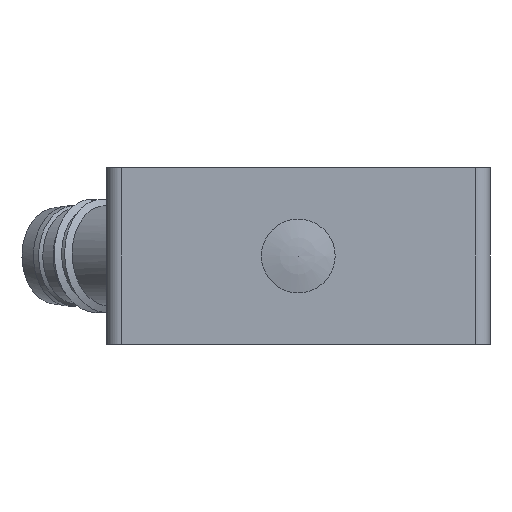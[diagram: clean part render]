
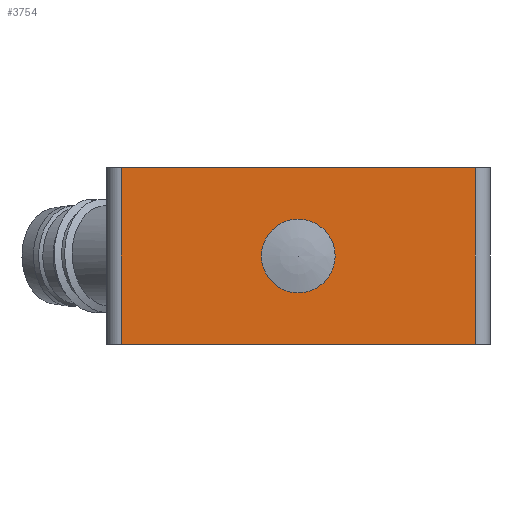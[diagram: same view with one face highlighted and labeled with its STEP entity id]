
A CAD part, front view. The second image highlights one B-rep face of the part: STEP entity #3754.
In plain terms, the highlighted free-form (B-spline) face has degree [1, 1] with [2, 2] control points.
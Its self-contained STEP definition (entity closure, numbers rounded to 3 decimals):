
#205=CARTESIAN_POINT('',(12.,0.,-6.));
#206=VERTEX_POINT('',#205);
#214=CARTESIAN_POINT('',(12.,0.,6.));
#215=VERTEX_POINT('',#214);
#222=CARTESIAN_POINT('',(12.,0.,-6.));
#223=CARTESIAN_POINT('',(12.,0.,6.));
#224=B_SPLINE_CURVE_WITH_KNOTS('',1,(#222,#223),.POLYLINE_FORM.,.F.,.U.,(2,2),(0.,1.),.UNSPECIFIED.);
#225=EDGE_CURVE('',#206,#215,#224,.T.);
#239=CARTESIAN_POINT('',(-12.,0.,-6.));
#240=VERTEX_POINT('',#239);
#247=CARTESIAN_POINT('',(-12.,0.,6.));
#248=VERTEX_POINT('',#247);
#249=CARTESIAN_POINT('',(-12.,0.,-6.));
#250=CARTESIAN_POINT('',(-12.,0.,6.));
#251=B_SPLINE_CURVE_WITH_KNOTS('',1,(#249,#250),.POLYLINE_FORM.,.F.,.U.,(2,2),(0.,1.),.UNSPECIFIED.);
#252=EDGE_CURVE('',#240,#248,#251,.T.);
#289=CARTESIAN_POINT('',(-12.,0.,-6.));
#290=CARTESIAN_POINT('',(12.,0.,-6.));
#291=B_SPLINE_CURVE_WITH_KNOTS('',1,(#289,#290),.POLYLINE_FORM.,.F.,.U.,(2,2),(0.038,0.962),.UNSPECIFIED.);
#292=EDGE_CURVE('',#240,#206,#291,.T.);
#3723=CARTESIAN_POINT('',(-13.,0.,-6.));
#3724=CARTESIAN_POINT('',(-13.,0.,6.));
#3725=CARTESIAN_POINT('',(13.,0.,-6.));
#3726=CARTESIAN_POINT('',(13.,0.,6.));
#3727=B_SPLINE_SURFACE_WITH_KNOTS('',1,1,((#3723,#3724),(#3725,#3726)),.PLANE_SURF.,.F.,.F.,.U.,(2,2),(2,2),(0.,1.),(0.,1.),.UNSPECIFIED.);
#3728=ORIENTED_EDGE('',*,*,#292,.T.);
#3729=ORIENTED_EDGE('',*,*,#225,.T.);
#3730=CARTESIAN_POINT('',(-12.,0.,6.));
#3731=CARTESIAN_POINT('',(12.,0.,6.));
#3732=B_SPLINE_CURVE_WITH_KNOTS('',1,(#3730,#3731),.POLYLINE_FORM.,.F.,.U.,(2,2),(0.038,0.962),.UNSPECIFIED.);
#3733=EDGE_CURVE('',#248,#215,#3732,.T.);
#3734=ORIENTED_EDGE('',*,*,#3733,.F.);
#3735=ORIENTED_EDGE('',*,*,#252,.F.);
#3736=EDGE_LOOP('',(#3728,#3729,#3734,#3735));
#3737=FACE_OUTER_BOUND('',#3736,.T.);
#3738=CARTESIAN_POINT('',(2.5,0.,0.));
#3739=VERTEX_POINT('',#3738);
#3740=CARTESIAN_POINT('',(2.5,0.,0.));
#3741=CARTESIAN_POINT('',(2.5,0.,2.5));
#3742=CARTESIAN_POINT('',(0.,0.,2.5));
#3743=CARTESIAN_POINT('',(-2.5,0.,2.5));
#3744=CARTESIAN_POINT('',(-2.5,0.,0.));
#3745=CARTESIAN_POINT('',(-2.5,0.,-2.5));
#3746=CARTESIAN_POINT('',(0.,0.,-2.5));
#3747=CARTESIAN_POINT('',(2.5,0.,-2.5));
#3748=CARTESIAN_POINT('',(2.5,0.,0.));
#3749=(BOUNDED_CURVE()B_SPLINE_CURVE(2,(#3740,#3741,#3742,#3743,#3744,#3745,#3746,#3747,#3748),.CIRCULAR_ARC.,.T.,.U.)B_SPLINE_CURVE_WITH_KNOTS((3,2,2,2,3),(0.,0.25,0.5,0.75,1.),.UNSPECIFIED.)CURVE()GEOMETRIC_REPRESENTATION_ITEM()RATIONAL_B_SPLINE_CURVE((1.,0.707,1.,0.707,1.,0.707,1.,0.707,1.))REPRESENTATION_ITEM(''));
#3750=EDGE_CURVE('',#3739,#3739,#3749,.T.);
#3751=ORIENTED_EDGE('',*,*,#3750,.F.);
#3752=EDGE_LOOP('',(#3751));
#3753=FACE_BOUND('',#3752,.T.);
#3754=ADVANCED_FACE('',(#3737,#3753),#3727,.T.);
